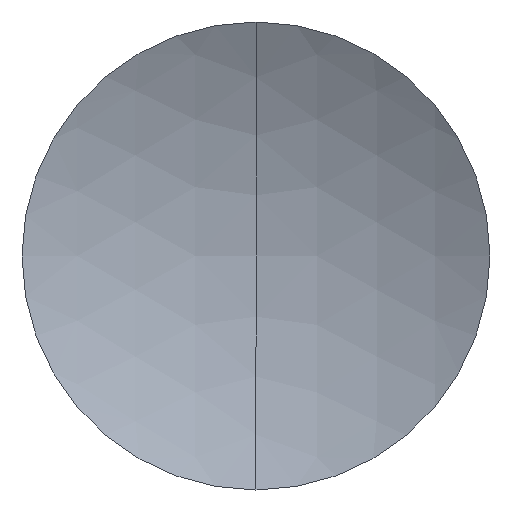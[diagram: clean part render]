
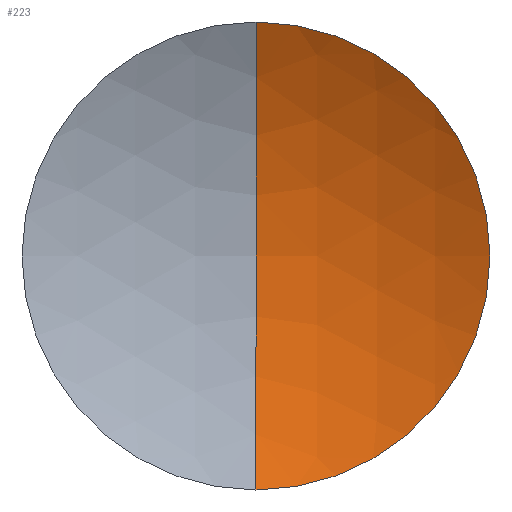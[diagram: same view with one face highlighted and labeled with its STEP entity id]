
A CAD part, left-side view. The second image highlights one B-rep face of the part: STEP entity #223.
In plain terms, the highlighted spherical face has radius 27.05 mm.
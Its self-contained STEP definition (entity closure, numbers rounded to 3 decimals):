
#18 = CARTESIAN_POINT ( 'NONE',  ( 147.262, 0., 0. ) ) ;
#19 = CIRCLE ( 'NONE', #329, 12.7 ) ;
#42 = DIRECTION ( 'NONE',  ( 0., 1., 0. ) ) ;
#45 = ORIENTED_EDGE ( 'NONE', *, *, #107, .T. ) ;
#61 = SPHERICAL_SURFACE ( 'NONE', #125, 27.05 ) ;
#62 = VERTEX_POINT ( 'NONE', #126 ) ;
#63 = CARTESIAN_POINT ( 'NONE',  ( 147.262, 0., -12.7 ) ) ;
#73 = DIRECTION ( 'NONE',  ( 0., 0., -1. ) ) ;
#88 = ORIENTED_EDGE ( 'NONE', *, *, #143, .T. ) ;
#93 = EDGE_CURVE ( 'NONE', #142, #62, #260, .T. ) ;
#96 = CARTESIAN_POINT ( 'NONE',  ( 123.379, 0., 0. ) ) ;
#107 = EDGE_CURVE ( 'NONE', #142, #337, #291, .T. ) ;
#125 = AXIS2_PLACEMENT_3D ( 'NONE', #259, #334, #141 ) ;
#126 = CARTESIAN_POINT ( 'NONE',  ( 147.262, 0., 12.7 ) ) ;
#128 = EDGE_LOOP ( 'NONE', ( #152, #45, #88 ) ) ;
#141 = DIRECTION ( 'NONE',  ( 0., 0., 1. ) ) ;
#142 = VERTEX_POINT ( 'NONE', #261 ) ;
#143 = EDGE_CURVE ( 'NONE', #337, #62, #19, .T. ) ;
#152 = ORIENTED_EDGE ( 'NONE', *, *, #93, .F. ) ;
#175 = DIRECTION ( 'NONE',  ( -1., 0., 0. ) ) ;
#209 = DIRECTION ( 'NONE',  ( 0., 0., 1. ) ) ;
#223 = ADVANCED_FACE ( 'NONE', ( #276 ), #61, .F. ) ;
#237 = CARTESIAN_POINT ( 'NONE',  ( 123.379, 0., 0. ) ) ;
#259 = CARTESIAN_POINT ( 'NONE',  ( 123.379, 0., 0. ) ) ;
#260 = CIRCLE ( 'NONE', #267, 27.05 ) ;
#261 = CARTESIAN_POINT ( 'NONE',  ( 150.429, 0., 0. ) ) ;
#263 = DIRECTION ( 'NONE',  ( 0., -1., 0. ) ) ;
#267 = AXIS2_PLACEMENT_3D ( 'NONE', #96, #263, #73 ) ;
#276 = FACE_OUTER_BOUND ( 'NONE', #128, .T. ) ;
#291 = CIRCLE ( 'NONE', #293, 27.05 ) ;
#293 = AXIS2_PLACEMENT_3D ( 'NONE', #237, #42, #209 ) ;
#329 = AXIS2_PLACEMENT_3D ( 'NONE', #18, #175, #338 ) ;
#334 = DIRECTION ( 'NONE',  ( 0., 1., 0. ) ) ;
#337 = VERTEX_POINT ( 'NONE', #63 ) ;
#338 = DIRECTION ( 'NONE',  ( 0., 0., 1. ) ) ;
